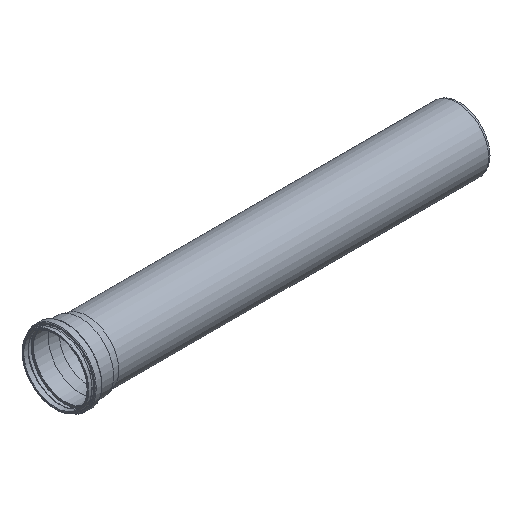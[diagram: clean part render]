
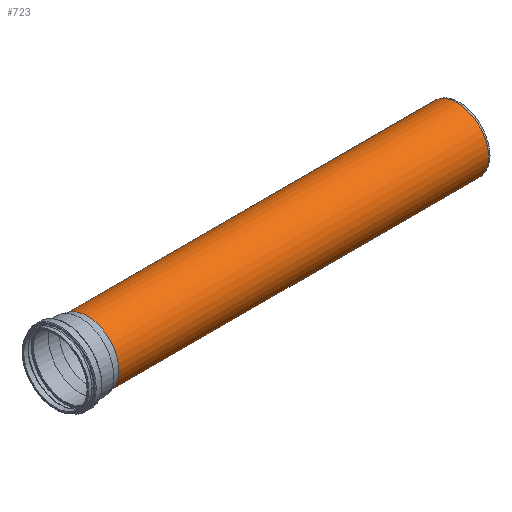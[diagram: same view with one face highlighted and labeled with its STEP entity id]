
A CAD part, isometric view. The second image highlights one B-rep face of the part: STEP entity #723.
In plain terms, the highlighted cylindrical face has radius 250 mm (diameter 500 mm), a full revolution.
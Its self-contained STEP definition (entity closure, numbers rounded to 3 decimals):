
#36=LINE('',#1301,#54);
#54=VECTOR('',#1030,250.);
#68=CYLINDRICAL_SURFACE('',#821,250.);
#86=FACE_OUTER_BOUND('',#119,.T.);
#119=EDGE_LOOP('',(#555,#556,#557,#558,#559,#560));
#184=CIRCLE('',#819,250.);
#185=CIRCLE('',#820,250.);
#186=CIRCLE('',#822,250.);
#187=CIRCLE('',#823,250.);
#281=VERTEX_POINT('',#1291);
#282=VERTEX_POINT('',#1292);
#283=VERTEX_POINT('',#1297);
#284=VERTEX_POINT('',#1298);
#383=EDGE_CURVE('',#281,#282,#184,.T.);
#384=EDGE_CURVE('',#282,#281,#185,.T.);
#386=EDGE_CURVE('',#283,#284,#186,.T.);
#387=EDGE_CURVE('',#284,#283,#187,.T.);
#388=EDGE_CURVE('',#284,#282,#36,.T.);
#555=ORIENTED_EDGE('',*,*,#386,.F.);
#556=ORIENTED_EDGE('',*,*,#387,.F.);
#557=ORIENTED_EDGE('',*,*,#388,.T.);
#558=ORIENTED_EDGE('',*,*,#384,.T.);
#559=ORIENTED_EDGE('',*,*,#383,.T.);
#560=ORIENTED_EDGE('',*,*,#388,.F.);
#723=ADVANCED_FACE('',(#86),#68,.T.);
#819=AXIS2_PLACEMENT_3D('',#1293,#1019,#1020);
#820=AXIS2_PLACEMENT_3D('',#1294,#1021,#1022);
#821=AXIS2_PLACEMENT_3D('',#1296,#1024,#1025);
#822=AXIS2_PLACEMENT_3D('',#1299,#1026,#1027);
#823=AXIS2_PLACEMENT_3D('',#1300,#1028,#1029);
#1019=DIRECTION('center_axis',(1.,0.,0.));
#1020=DIRECTION('ref_axis',(0.,0.,-1.));
#1021=DIRECTION('center_axis',(1.,0.,0.));
#1022=DIRECTION('ref_axis',(0.,0.,-1.));
#1024=DIRECTION('center_axis',(1.,0.,0.));
#1025=DIRECTION('ref_axis',(0.,1.,0.));
#1026=DIRECTION('center_axis',(1.,0.,0.));
#1027=DIRECTION('ref_axis',(0.,0.,-1.));
#1028=DIRECTION('center_axis',(1.,0.,0.));
#1029=DIRECTION('ref_axis',(0.,0.,-1.));
#1030=DIRECTION('',(-1.,0.,0.));
#1291=CARTESIAN_POINT('',(255.981,250.,0.));
#1292=CARTESIAN_POINT('',(255.981,-250.,0.));
#1293=CARTESIAN_POINT('Origin',(255.981,0.,0.));
#1294=CARTESIAN_POINT('Origin',(255.981,0.,0.));
#1296=CARTESIAN_POINT('Origin',(1725.49,0.,0.));
#1297=CARTESIAN_POINT('',(3195.,250.,0.));
#1298=CARTESIAN_POINT('',(3195.,-250.,0.));
#1299=CARTESIAN_POINT('Origin',(3195.,0.,0.));
#1300=CARTESIAN_POINT('Origin',(3195.,0.,0.));
#1301=CARTESIAN_POINT('',(1725.49,-250.,0.));
